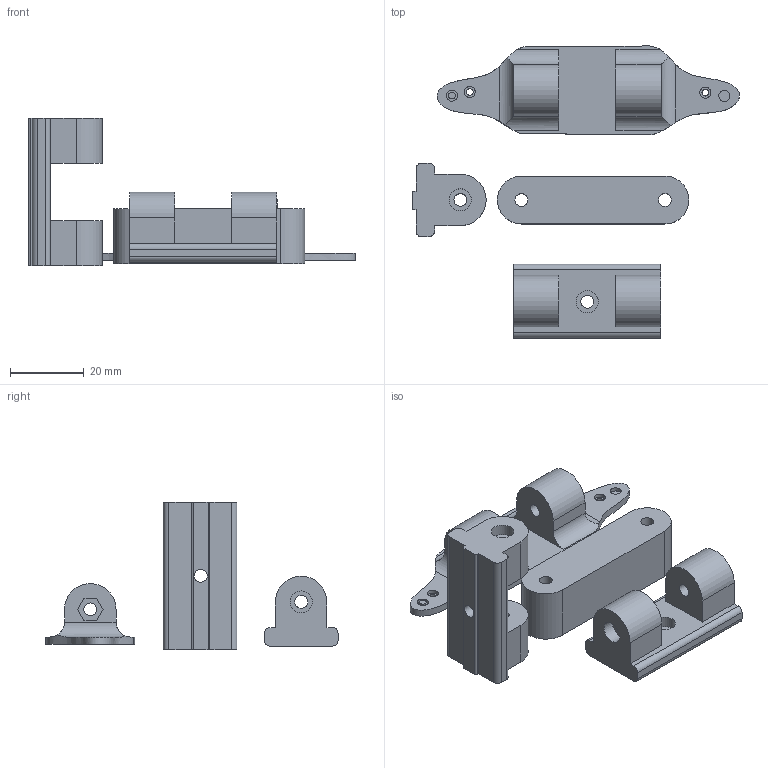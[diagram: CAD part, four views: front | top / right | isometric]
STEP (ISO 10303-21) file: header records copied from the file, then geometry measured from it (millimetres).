
FILE_DESCRIPTION(/* description */ (''),/* implementation_level */ '2;1');
FILE_NAME(/* name */ 'Voron_C92X_Camera_Complete.step',/* time_stamp */ '2022-04-01T15:06:08+01:00',/* author */ (''),/* organization */ (''),/* preprocessor_version */ 'ST-DEVELOPER v18.1',/* originating_system */ 'Autodesk Translation Framework v10.14.0.1471',/* authorisation */ '');
FILE_SCHEMA (('AUTOMOTIVE_DESIGN { 1 0 10303 214 3 1 1 }'));
Length unit declared in the file: millimetre
Products named in the file (2): 920 Camera Mount Voron; Assembly
Assembly tree (1 placements, depth 2):
  920 Camera Mount Voron
    Assembly
Bounding box: 88.82 x 79.33 x 40 mm (x, y, z)
Volume: 32072.2 mm3; surface area: 15543.1 mm2
Topology: 4 solids, 4 shells, 125 faces, 308 edges, 204 vertices
Faces by surface type: plane 77, cylinder 46, bspline 2
Full cylindrical faces by diameter (mm): 1.836 x3, 3 x4, 3.5 x10, 6 x5
Entity records: 4880 total; most frequent: CARTESIAN_POINT 1770, DIRECTION 632, ORIENTED_EDGE 616, EDGE_CURVE 308, AXIS2_PLACEMENT_3D 214, LINE 204, VECTOR 204, VERTEX_POINT 204
